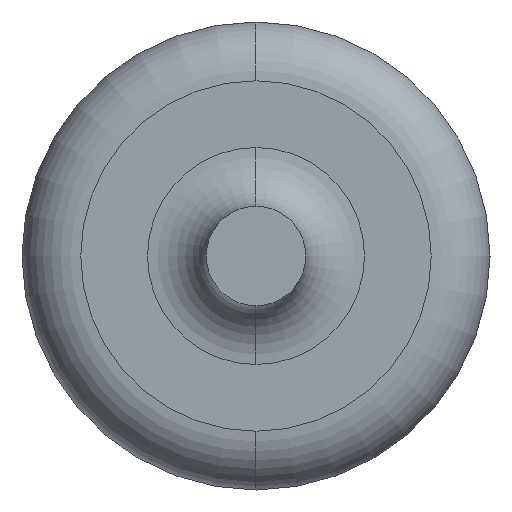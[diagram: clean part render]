
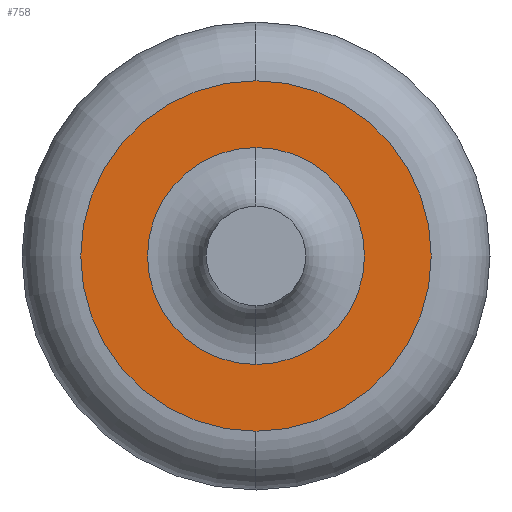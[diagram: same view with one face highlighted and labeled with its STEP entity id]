
A CAD part, left-side view. The second image highlights one B-rep face of the part: STEP entity #758.
In plain terms, the highlighted planar face has unit normal (-1, 0, 0).
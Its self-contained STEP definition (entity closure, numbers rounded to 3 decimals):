
#8 = CARTESIAN_POINT ( 'NONE',  ( -5.155, 0., -0.895 ) ) ;
#15 = CARTESIAN_POINT ( 'NONE',  ( -5.155, 0., 0.554 ) ) ;
#17 = CARTESIAN_POINT ( 'NONE',  ( -5.155, 0., -0.554 ) ) ;
#21 = CARTESIAN_POINT ( 'NONE',  ( -5.155, 0., 0.895 ) ) ;
#27 = CIRCLE ( 'NONE', #404, 0.554 ) ;
#39 = FACE_BOUND ( 'NONE', #138, .T. ) ;
#43 = FACE_OUTER_BOUND ( 'NONE', #120, .T. ) ;
#61 = CARTESIAN_POINT ( 'NONE',  ( -5.155, 0.895, 0. ) ) ;
#62 = DIRECTION ( 'NONE',  ( 1., 0., 0. ) ) ;
#63 = DIRECTION ( 'NONE',  ( 0., 0., -1. ) ) ;
#104 = VERTEX_POINT ( 'NONE', #15 ) ;
#120 = EDGE_LOOP ( 'NONE', ( #129, #532 ) ) ;
#121 = VERTEX_POINT ( 'NONE', #21 ) ;
#129 = ORIENTED_EDGE ( 'NONE', *, *, #176, .T. ) ;
#131 = VERTEX_POINT ( 'NONE', #8 ) ;
#138 = EDGE_LOOP ( 'NONE', ( #538, #536 ) ) ;
#146 = VERTEX_POINT ( 'NONE', #17 ) ;
#158 = CIRCLE ( 'NONE', #526, 0.895 ) ;
#176 = EDGE_CURVE ( 'NONE', #121, #131, #158, .T. ) ;
#211 = DIRECTION ( 'NONE',  ( 0., 0., 1. ) ) ;
#212 = DIRECTION ( 'NONE',  ( -1., 0., 0. ) ) ;
#213 = CARTESIAN_POINT ( 'NONE',  ( -5.155, 0., 0. ) ) ;
#223 = CARTESIAN_POINT ( 'NONE',  ( -5.155, 0., 0. ) ) ;
#224 = DIRECTION ( 'NONE',  ( -1., 0., 0. ) ) ;
#225 = DIRECTION ( 'NONE',  ( 0., 0., 1. ) ) ;
#249 = PLANE ( 'NONE',  #629 ) ;
#261 = CIRCLE ( 'NONE', #563, 0.554 ) ;
#265 = CIRCLE ( 'NONE', #564, 0.895 ) ;
#300 = CARTESIAN_POINT ( 'NONE',  ( -5.155, 0., 0. ) ) ;
#301 = DIRECTION ( 'NONE',  ( -1., 0., 0. ) ) ;
#309 = DIRECTION ( 'NONE',  ( 0., 0., 1. ) ) ;
#404 = AXIS2_PLACEMENT_3D ( 'NONE', #223, #224, #225 ) ;
#514 = EDGE_CURVE ( 'NONE', #104, #146, #261, .T. ) ;
#515 = EDGE_CURVE ( 'NONE', #131, #121, #265, .T. ) ;
#526 = AXIS2_PLACEMENT_3D ( 'NONE', #300, #301, #309 ) ;
#532 = ORIENTED_EDGE ( 'NONE', *, *, #515, .T. ) ;
#536 = ORIENTED_EDGE ( 'NONE', *, *, #751, .F. ) ;
#538 = ORIENTED_EDGE ( 'NONE', *, *, #514, .F. ) ;
#563 = AXIS2_PLACEMENT_3D ( 'NONE', #213, #212, #211 ) ;
#564 = AXIS2_PLACEMENT_3D ( 'NONE', #778, #776, #775 ) ;
#629 = AXIS2_PLACEMENT_3D ( 'NONE', #61, #62, #63 ) ;
#751 = EDGE_CURVE ( 'NONE', #146, #104, #27, .T. ) ;
#758 = ADVANCED_FACE ( 'NONE', ( #39, #43 ), #249, .F. ) ;
#775 = DIRECTION ( 'NONE',  ( 0., 0., 1. ) ) ;
#776 = DIRECTION ( 'NONE',  ( -1., 0., 0. ) ) ;
#778 = CARTESIAN_POINT ( 'NONE',  ( -5.155, 0., 0. ) ) ;
